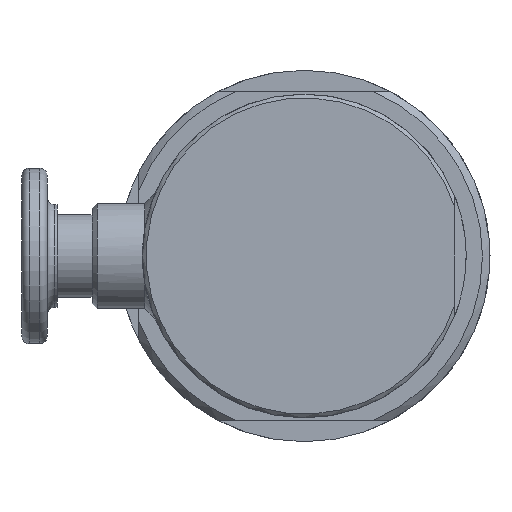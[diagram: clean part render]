
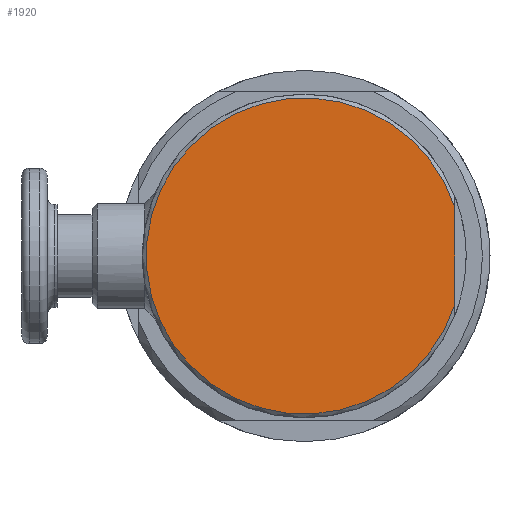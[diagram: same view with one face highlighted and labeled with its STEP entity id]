
A CAD part, left-side view. The second image highlights one B-rep face of the part: STEP entity #1920.
In plain terms, the highlighted planar face has unit normal (-1, 0, 0).
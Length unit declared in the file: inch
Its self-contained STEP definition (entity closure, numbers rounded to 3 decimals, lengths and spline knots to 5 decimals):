
#50=LINE($,#3024,#116);
#116=VECTOR($,#2368,0.38419);
#208=PLANE($,#2155);
#475=FACE_OUTER_BOUND($,#624,.T.);
#624=EDGE_LOOP($,(#1712,#1713));
#772=CIRCLE($,#2156,0.63);
#845=VERTEX_POINT($,#3019);
#846=VERTEX_POINT($,#3023);
#1048=EDGE_CURVE($,#846,#845,#50,.T.);
#1225=EDGE_CURVE($,#846,#845,#772,.T.);
#1712=ORIENTED_EDGE($,*,*,#1048,.T.);
#1713=ORIENTED_EDGE($,*,*,#1225,.F.);
#1920=ADVANCED_FACE($,(#475),#208,.T.);
#2155=AXIS2_PLACEMENT_3D($,#3585,#2678,#2679);
#2156=AXIS2_PLACEMENT_3D($,#3586,#2680,#2681);
#2368=DIRECTION($,(0.,0.,1.));
#2678=DIRECTION('center_axis',(-1.,0.,0.));
#2679=DIRECTION('ref_axis',(0.,0.,1.));
#2680=DIRECTION('center_axis',(1.,0.,0.));
#2681=DIRECTION('ref_axis',(0.,1.,0.));
#3019=CARTESIAN_POINT('',(0.,-0.6,0.19209));
#3023=CARTESIAN_POINT('',(0.,-0.6,-0.19209));
#3024=CARTESIAN_POINT($,(0.,-0.6,0.));
#3585=CARTESIAN_POINT('Origin',(0.,0.315,0.));
#3586=CARTESIAN_POINT('Origin',(0.,0.,0.));
